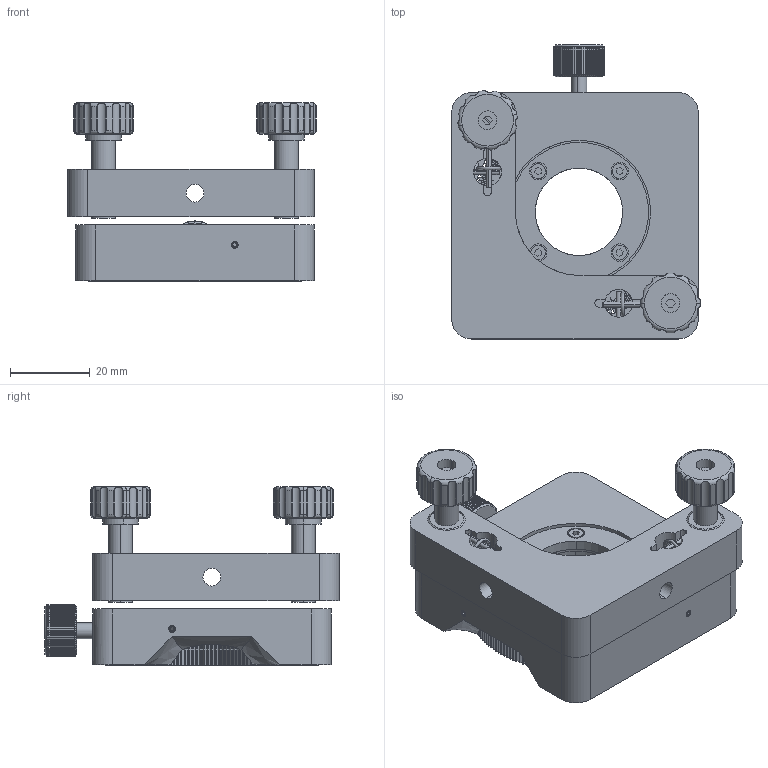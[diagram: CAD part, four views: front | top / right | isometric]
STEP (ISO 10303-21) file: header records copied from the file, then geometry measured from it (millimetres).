
FILE_DESCRIPTION (( 'STEP AP203' ), '1' );
FILE_NAME ('04TRM-1M.STEP', '2020-06-20T06:22:23', ( '' ), ( '' ), 'SwSTEP 2.0', 'SolidWorks 2016', '' );
FILE_SCHEMA (( 'CONFIG_CONTROL_DESIGN' ));
Products named in the file (1): 04TRM-1M
Bounding box: 62.5 x 73.98 x 44.97 mm (x, y, z)
Surface area: 27000.1 mm2 (no closed solid volume)
Topology: 0 solids, 33 shells, 2210 faces, 8468 edges, 6051 vertices
Faces by surface type: plane 1435, cylinder 516, bspline 232, torus 19, cone 8
Entity records: 109805 total; most frequent: CARTESIAN_POINT 42815, DIRECTION 12525, ORIENTED_EDGE 12427, EDGE_CURVE 8468, VERTEX_POINT 6051, VECTOR 5687, LINE 5687, AXIS2_PLACEMENT_3D 3419
